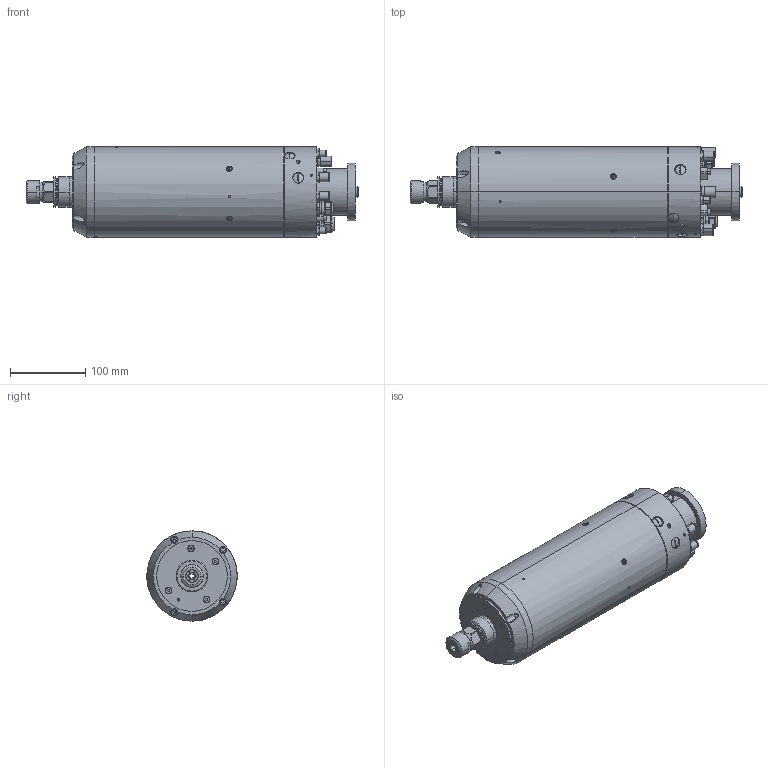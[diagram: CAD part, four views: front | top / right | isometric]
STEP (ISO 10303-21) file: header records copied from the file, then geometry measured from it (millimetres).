
FILE_DESCRIPTION (( 'STEP AP203' ), '1' );
FILE_NAME ('120AI36HK-00-.STEP', '2010-05-05T08:03:46', ( 'IBAGCAD_7' ), ( 'IBAG Switzerland AG' ), 'SwSTEP 2.0', 'SolidWorks 2009', '' );
FILE_SCHEMA (( 'CONFIG_CONTROL_DESIGN' ));
Length unit declared in the file: millimetre
Products named in the file (1): 120AI36HK-00-
Bounding box: 441.19 x 120 x 120 mm (x, y, z)
Surface area: 212705.8 mm2 (no closed solid volume)
Topology: 0 solids, 85 shells, 811 faces, 2622 edges, 1874 vertices
Faces by surface type: plane 356, cylinder 305, cone 82, torus 62, sphere 6
Entity records: 31020 total; most frequent: CARTESIAN_POINT 7339, DIRECTION 5370, ORIENTED_EDGE 4056, EDGE_CURVE 2594, AXIS2_PLACEMENT_3D 2068, VERTEX_POINT 1874, CIRCLE 1256, VECTOR 1234
